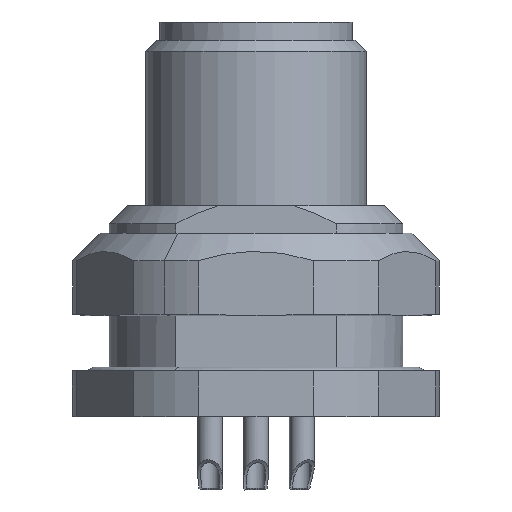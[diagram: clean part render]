
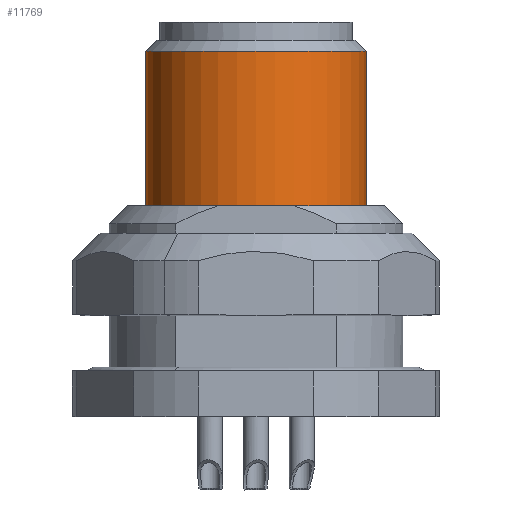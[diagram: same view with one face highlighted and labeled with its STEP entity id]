
A CAD part, left-side view. The second image highlights one B-rep face of the part: STEP entity #11769.
In plain terms, the highlighted cylindrical face has radius 6 mm (diameter 12 mm), a partial arc.
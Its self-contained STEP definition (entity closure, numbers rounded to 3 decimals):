
#11265=AXIS2_PLACEMENT_3D('Circle Axis2P3D',#11263,#11264,$) ;
#11742=AXIS2_PLACEMENT_3D('Cylinder Axis2P3D',#11739,#11740,#11741) ;
#11753=AXIS2_PLACEMENT_3D('Circle Axis2P3D',#11751,#11752,$) ;
#11263=CARTESIAN_POINT('Axis2P3D Location',(9.5,10.,15.5)) ;
#11267=CARTESIAN_POINT('Vertex',(9.5,16.,15.5)) ;
#11269=CARTESIAN_POINT('Vertex',(9.5,4.,15.5)) ;
#11739=CARTESIAN_POINT('Axis2P3D Location',(9.5,10.,20.)) ;
#11744=CARTESIAN_POINT('Line Origine',(9.5,4.,20.)) ;
#11748=CARTESIAN_POINT('Vertex',(9.5,4.,23.9)) ;
#11751=CARTESIAN_POINT('Axis2P3D Location',(9.5,10.,23.9)) ;
#11755=CARTESIAN_POINT('Vertex',(9.5,16.,23.9)) ;
#11758=CARTESIAN_POINT('Line Origine',(9.5,16.,20.)) ;
#11264=DIRECTION('Axis2P3D Direction',(0.,0.,1.)) ;
#11740=DIRECTION('Axis2P3D Direction',(0.,0.,1.)) ;
#11741=DIRECTION('Axis2P3D XDirection',(0.,1.,0.)) ;
#11745=DIRECTION('Vector Direction',(0.,0.,1.)) ;
#11752=DIRECTION('Axis2P3D Direction',(0.,0.,1.)) ;
#11759=DIRECTION('Vector Direction',(0.,0.,1.)) ;
#11746=VECTOR('Line Direction',#11745,1.) ;
#11760=VECTOR('Line Direction',#11759,1.) ;
#11764=ORIENTED_EDGE('',*,*,#11750,.F.) ;
#11765=ORIENTED_EDGE('',*,*,#11757,.F.) ;
#11766=ORIENTED_EDGE('',*,*,#11762,.F.) ;
#11767=ORIENTED_EDGE('',*,*,#11271,.T.) ;
#11769=ADVANCED_FACE('Hauptkoerper',(#11768),#11743,.T.) ;
#11266=CIRCLE('generated circle',#11265,6.) ;
#11754=CIRCLE('generated circle',#11753,6.) ;
#11743=CYLINDRICAL_SURFACE('generated cylinder',#11742,6.) ;
#11271=EDGE_CURVE('',#11268,#11270,#11266,.T.) ;
#11750=EDGE_CURVE('',#11749,#11270,#11747,.F.) ;
#11757=EDGE_CURVE('',#11756,#11749,#11754,.T.) ;
#11762=EDGE_CURVE('',#11268,#11756,#11761,.T.) ;
#11763=EDGE_LOOP('',(#11764,#11765,#11766,#11767)) ;
#11768=FACE_OUTER_BOUND('',#11763,.T.) ;
#11747=LINE('Line',#11744,#11746) ;
#11761=LINE('Line',#11758,#11760) ;
#11268=VERTEX_POINT('',#11267) ;
#11270=VERTEX_POINT('',#11269) ;
#11749=VERTEX_POINT('',#11748) ;
#11756=VERTEX_POINT('',#11755) ;
